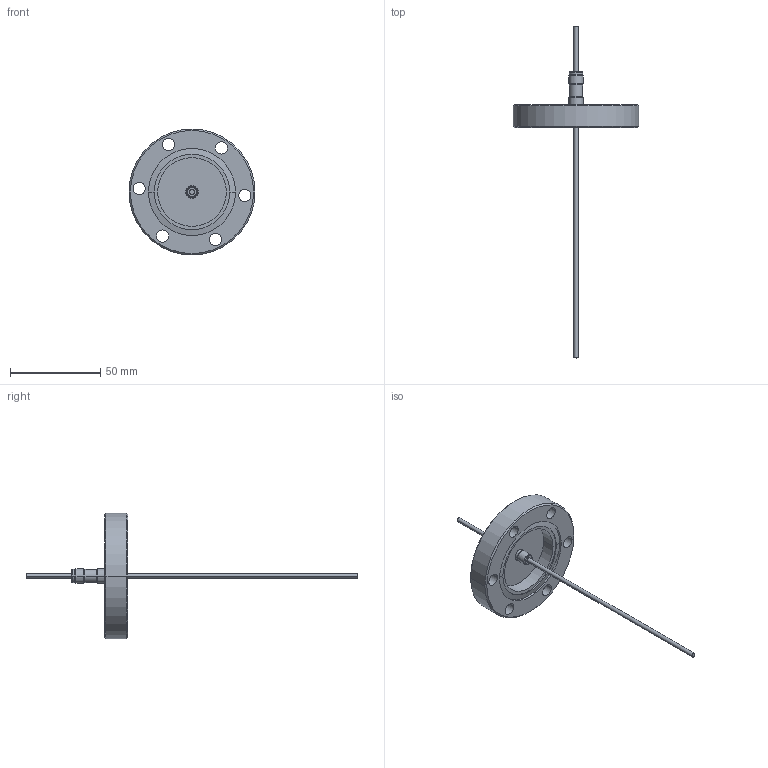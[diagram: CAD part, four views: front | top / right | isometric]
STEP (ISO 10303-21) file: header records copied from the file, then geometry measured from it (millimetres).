
FILE_DESCRIPTION (( 'STEP AP214' ), '1' );
FILE_NAME ('420XST040-5-30-1.step', '2017-07-10T09:37:01', ( 'install' ), ( '' ), 'SwSTEP 2.0', 'SolidWorks 2015', '' );
FILE_SCHEMA (( 'AUTOMOTIVE_DESIGN' ));
Length unit declared in the file: inch
Products named in the file (1): 420XST040-5-30-1
Bounding box: 69.85 x 184.15 x 69.85 mm (x, y, z)
Volume: 36908.3 mm3; surface area: 14903.3 mm2
Topology: 1 solids, 2 shells, 83 faces, 186 edges, 116 vertices
Faces by surface type: cylinder 48, cone 16, plane 13, torus 6
Entity records: 2510 total; most frequent: CARTESIAN_POINT 486, DIRECTION 472, ORIENTED_EDGE 372, AXIS2_PLACEMENT_3D 204, EDGE_CURVE 186, CIRCLE 120, VERTEX_POINT 116, EDGE_LOOP 106
